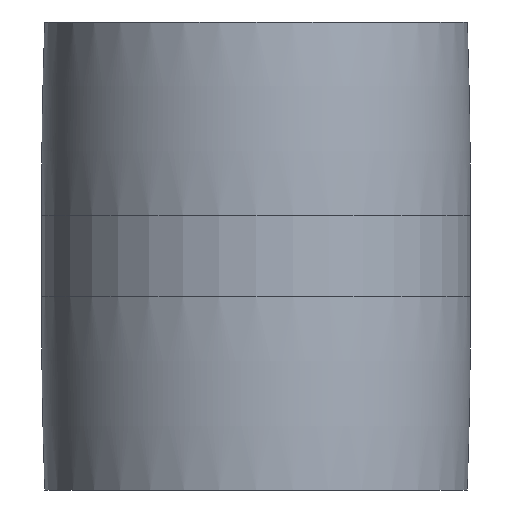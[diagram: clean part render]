
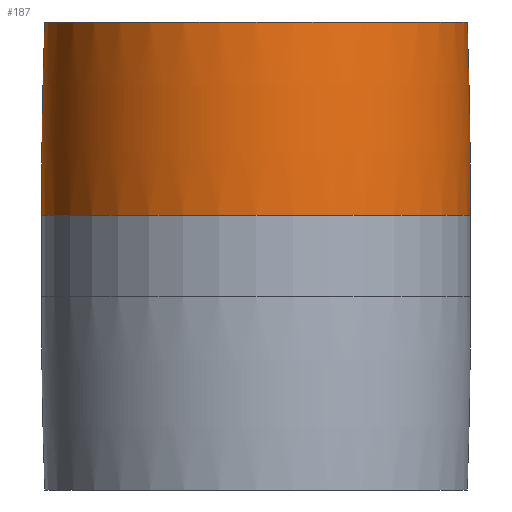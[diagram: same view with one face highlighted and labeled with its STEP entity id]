
A CAD part, front view. The second image highlights one B-rep face of the part: STEP entity #187.
In plain terms, the highlighted toroidal (fillet/blend) face has major radius 1704.62 mm and minor radius 1770.62 mm.
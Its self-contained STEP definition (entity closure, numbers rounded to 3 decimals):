
#58 = VERTEX_POINT ( 'NONE', #570 ) ;
#127 = CARTESIAN_POINT ( 'NONE',  ( -65., 0., 72. ) ) ;
#132 = AXIS2_PLACEMENT_3D ( 'NONE', #438, #426, #202 ) ;
#141 = VERTEX_POINT ( 'NONE', #827 ) ;
#142 = EDGE_CURVE ( 'NONE', #141, #58, #418, .T. ) ;
#173 = VERTEX_POINT ( 'NONE', #127 ) ;
#187 = ADVANCED_FACE ( 'NONE', ( #374 ), #676, .T. ) ;
#202 = DIRECTION ( 'NONE',  ( -1., 0., 0. ) ) ;
#206 = CIRCLE ( 'NONE', #783, 66. ) ;
#219 = DIRECTION ( 'NONE',  ( 0., -1., 0. ) ) ;
#237 = ORIENTED_EDGE ( 'NONE', *, *, #142, .T. ) ;
#276 = EDGE_CURVE ( 'NONE', #341, #141, #206, .T. ) ;
#313 = ORIENTED_EDGE ( 'NONE', *, *, #276, .T. ) ;
#341 = VERTEX_POINT ( 'NONE', #781 ) ;
#374 = FACE_OUTER_BOUND ( 'NONE', #640, .T. ) ;
#403 = AXIS2_PLACEMENT_3D ( 'NONE', #966, #603, #754 ) ;
#413 = EDGE_CURVE ( 'NONE', #341, #173, #543, .T. ) ;
#418 = CIRCLE ( 'NONE', #949, 1770.625 ) ;
#426 = DIRECTION ( 'NONE',  ( 0., 1., 0. ) ) ;
#438 = CARTESIAN_POINT ( 'NONE',  ( 1704.625, 0., 12.5 ) ) ;
#463 = ORIENTED_EDGE ( 'NONE', *, *, #868, .F. ) ;
#493 = CIRCLE ( 'NONE', #631, 65. ) ;
#501 = CARTESIAN_POINT ( 'NONE',  ( 0., 0., 12.5 ) ) ;
#543 = CIRCLE ( 'NONE', #132, 1770.625 ) ;
#570 = CARTESIAN_POINT ( 'NONE',  ( 65., 0., 72. ) ) ;
#573 = CARTESIAN_POINT ( 'NONE',  ( 0., 0., 72. ) ) ;
#584 = ORIENTED_EDGE ( 'NONE', *, *, #413, .F. ) ;
#603 = DIRECTION ( 'NONE',  ( 0., 0., 1. ) ) ;
#631 = AXIS2_PLACEMENT_3D ( 'NONE', #573, #735, #879 ) ;
#640 = EDGE_LOOP ( 'NONE', ( #584, #313, #237, #463 ) ) ;
#676 = TOROIDAL_SURFACE ( 'NONE', #403, -1704.625, 1770.625 ) ;
#735 = DIRECTION ( 'NONE',  ( 0., 0., 1. ) ) ;
#754 = DIRECTION ( 'NONE',  ( 1., 0., 0. ) ) ;
#781 = CARTESIAN_POINT ( 'NONE',  ( -66., 0., 12.5 ) ) ;
#783 = AXIS2_PLACEMENT_3D ( 'NONE', #501, #894, #806 ) ;
#806 = DIRECTION ( 'NONE',  ( 1., 0., 0. ) ) ;
#809 = DIRECTION ( 'NONE',  ( 0., 0., -1. ) ) ;
#827 = CARTESIAN_POINT ( 'NONE',  ( 66., 0., 12.5 ) ) ;
#868 = EDGE_CURVE ( 'NONE', #173, #58, #493, .T. ) ;
#879 = DIRECTION ( 'NONE',  ( 1., 0., 0. ) ) ;
#894 = DIRECTION ( 'NONE',  ( 0., 0., 1. ) ) ;
#898 = CARTESIAN_POINT ( 'NONE',  ( -1704.625, 0., 12.5 ) ) ;
#949 = AXIS2_PLACEMENT_3D ( 'NONE', #898, #219, #809 ) ;
#966 = CARTESIAN_POINT ( 'NONE',  ( 0., 0., 12.5 ) ) ;
